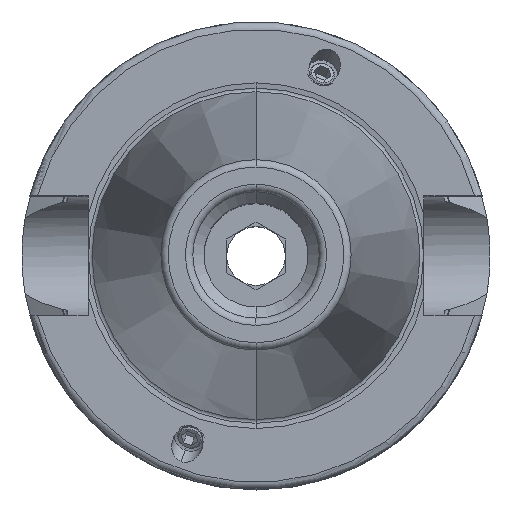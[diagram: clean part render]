
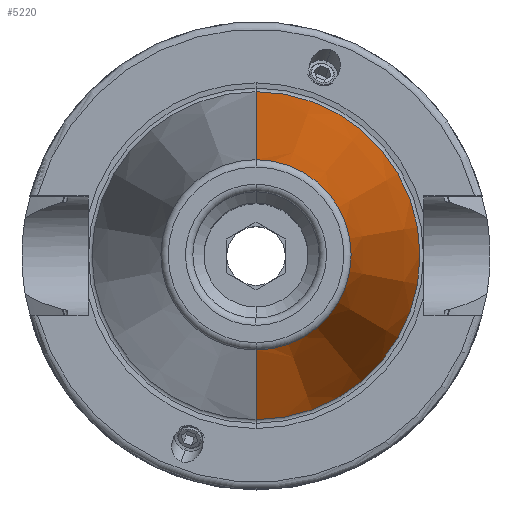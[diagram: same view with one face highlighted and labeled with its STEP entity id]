
A CAD part, top view. The second image highlights one B-rep face of the part: STEP entity #5220.
In plain terms, the highlighted conical face has half-angle 8.297 degrees and reference radius 17.446 mm.
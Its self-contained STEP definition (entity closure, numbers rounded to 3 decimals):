
#2123=CARTESIAN_POINT('',(0,0,91.544));
#2124=DIRECTION('',(0,0,1));
#2125=DIRECTION('',(0,-1,0));
#2126=AXIS2_PLACEMENT_3D('',#2123,#2124,#2125);
#2128=CARTESIAN_POINT('',(0,0,28));
#2129=DIRECTION('',(0,0,-1));
#2130=DIRECTION('',(0,1,0));
#2131=AXIS2_PLACEMENT_3D('',#2128,#2129,#2130);
#2272=DIRECTION('',(0.,0.144,0.99));
#2273=VECTOR('',#2272,64.216);
#2274=CARTESIAN_POINT('',(0,-22.079,28));
#2275=LINE('',#2274,#2273);
#2281=DIRECTION('',(0.,-0.144,0.99));
#2282=VECTOR('',#2281,64.216);
#2283=CARTESIAN_POINT('',(0,22.079,28));
#2284=LINE('',#2283,#2282);
#2573=CARTESIAN_POINT('',(0,22.079,28));
#2575=VERTEX_POINT('',#2573);
#2589=CARTESIAN_POINT('',(0,-22.079,28));
#2591=VERTEX_POINT('',#2589);
#2616=CARTESIAN_POINT('',(0,12.812,91.544));
#2617=CARTESIAN_POINT('',(0,-12.812,91.544));
#2618=VERTEX_POINT('',#2616);
#2619=VERTEX_POINT('',#2617);
#5206=CARTESIAN_POINT('',(0,0,59.772));
#5207=DIRECTION('',(0,0,-1));
#5208=DIRECTION('',(0,-1,0));
#5209=AXIS2_PLACEMENT_3D('',#5206,#5207,#5208);
#5210=CONICAL_SURFACE('',#5209,17.446,8.297);
#5212=ORIENTED_EDGE('',*,*,#5211,.T.);
#5214=ORIENTED_EDGE('',*,*,#5213,.F.);
#5215=ORIENTED_EDGE('',*,*,#5201,.T.);
#5217=ORIENTED_EDGE('',*,*,#5216,.T.);
#5218=EDGE_LOOP('',(#5212,#5214,#5215,#5217));
#5219=FACE_OUTER_BOUND('',#5218,.F.);
#5220=ADVANCED_FACE('',(#5219),#5210,.T.);
#2127=CIRCLE('',#2126,12.812);
#2132=CIRCLE('',#2131,22.079);
#5201=EDGE_CURVE('',#2575,#2591,#2132,.T.);
#5211=EDGE_CURVE('',#2619,#2618,#2127,.T.);
#5213=EDGE_CURVE('',#2575,#2618,#2284,.T.);
#5216=EDGE_CURVE('',#2591,#2619,#2275,.T.);
